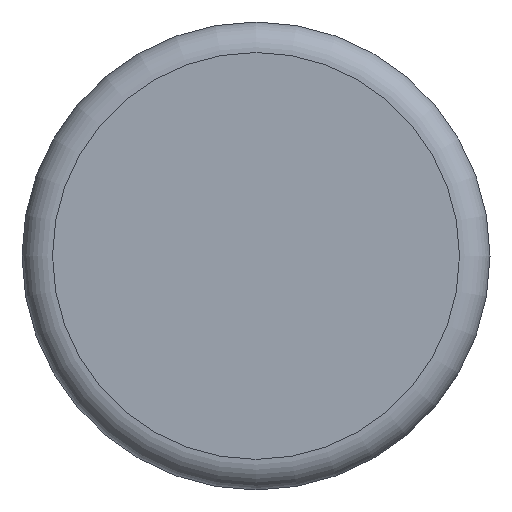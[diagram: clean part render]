
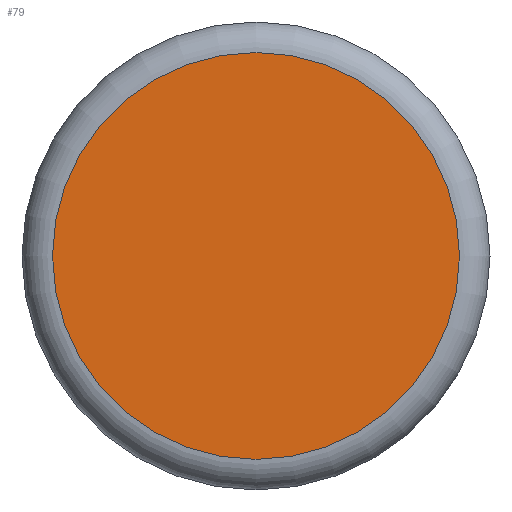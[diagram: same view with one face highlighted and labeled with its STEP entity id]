
A CAD part, top view. The second image highlights one B-rep face of the part: STEP entity #79.
In plain terms, the highlighted planar face has unit normal (0, 0, 1).
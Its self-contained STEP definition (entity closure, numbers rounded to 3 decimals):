
#79 = ADVANCED_FACE( '', ( #171 ), #172, .F. );
#171 = FACE_OUTER_BOUND( '', #261, .T. );
#172 = PLANE( '', #262 );
#261 = EDGE_LOOP( '', ( #379 ) );
#262 = AXIS2_PLACEMENT_3D( '', #380, #381, #382 );
#379 = ORIENTED_EDGE( '', *, *, #433, .T. );
#380 = CARTESIAN_POINT( '', ( 0., 11.5, 55. ) );
#381 = DIRECTION( '', ( 0., 0., -1. ) );
#382 = DIRECTION( '', ( -1., 0., 0. ) );
#433 = EDGE_CURVE( '', #490, #490, #491, .F. );
#490 = VERTEX_POINT( '', #549 );
#491 = CIRCLE( '', #550, 9.995 );
#549 = CARTESIAN_POINT( '', ( -9.995, 0., 55. ) );
#550 = AXIS2_PLACEMENT_3D( '', #610, #611, #612 );
#610 = CARTESIAN_POINT( '', ( 0., 0., 55. ) );
#611 = DIRECTION( '', ( 0., 0., -1. ) );
#612 = DIRECTION( '', ( -1., 0., 0. ) );
